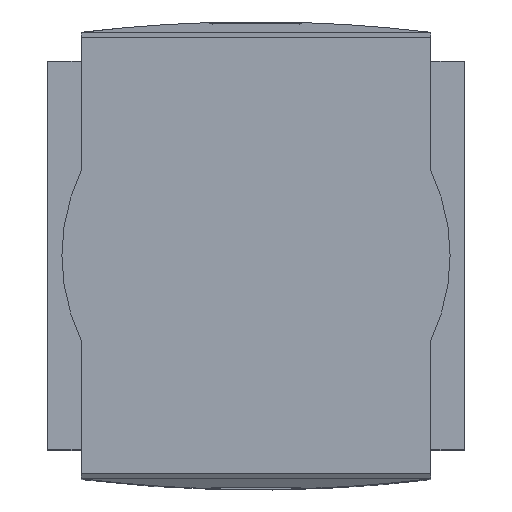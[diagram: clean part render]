
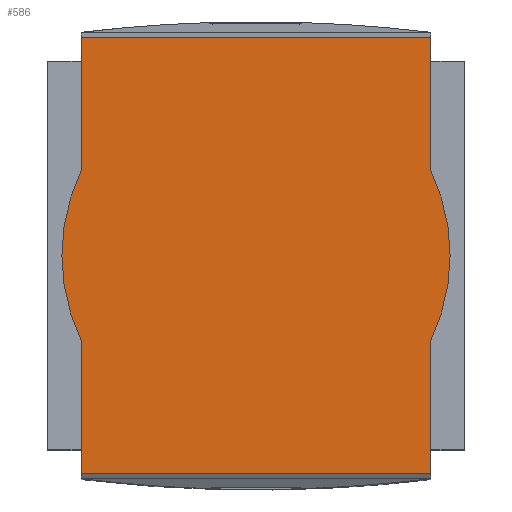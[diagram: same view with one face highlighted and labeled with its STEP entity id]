
A CAD part, top view. The second image highlights one B-rep face of the part: STEP entity #586.
In plain terms, the highlighted planar face has unit normal (0, 0, 1).
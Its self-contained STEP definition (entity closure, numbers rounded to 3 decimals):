
#513=CARTESIAN_POINT('',(0.0,0.0,27.0));
#514=DIRECTION('',(0.0,0.0,-1.0));
#515=DIRECTION('',(-1.0,0.0,0.0));
#516=AXIS2_PLACEMENT_3D('',#513,#514,#515);
#517=PLANE('',#516);
#518=CARTESIAN_POINT('',(18.,8.718,27.));
#519=VERTEX_POINT('',#518);
#520=CARTESIAN_POINT('',(18.,-8.718,27.));
#521=VERTEX_POINT('',#520);
#522=CARTESIAN_POINT('',(0.0,0.0,27.0));
#523=DIRECTION('',(0.0,0.0,-1.0));
#524=DIRECTION('',(-1.0,0.0,0.0));
#525=AXIS2_PLACEMENT_3D('',#522,#523,#524);
#526=CIRCLE('',#525,20.0);
#527=EDGE_CURVE('',#519,#521,#526,.T.);
#528=ORIENTED_EDGE('',*,*,#527,.F.);
#529=CARTESIAN_POINT('',(18.,22.464,27.));
#530=VERTEX_POINT('',#529);
#531=CARTESIAN_POINT('',(18.,8.718,27.));
#532=DIRECTION('',(0.0,1.0,0.0));
#533=VECTOR('',#532,13.746);
#534=LINE('',#531,#533);
#535=EDGE_CURVE('',#519,#530,#534,.T.);
#536=ORIENTED_EDGE('',*,*,#535,.T.);
#537=CARTESIAN_POINT('',(-18.,22.464,27.0));
#538=VERTEX_POINT('',#537);
#539=CARTESIAN_POINT('',(-18.,22.464,27.0));
#540=DIRECTION('',(1.0,0.0,0.0));
#541=VECTOR('',#540,36.0);
#542=LINE('',#539,#541);
#543=EDGE_CURVE('',#538,#530,#542,.T.);
#544=ORIENTED_EDGE('',*,*,#543,.F.);
#545=CARTESIAN_POINT('',(-18.,8.718,27.0));
#546=VERTEX_POINT('',#545);
#547=CARTESIAN_POINT('',(-18.,22.464,27.0));
#548=DIRECTION('',(0.0,-1.0,0.0));
#549=VECTOR('',#548,13.746);
#550=LINE('',#547,#549);
#551=EDGE_CURVE('',#538,#546,#550,.T.);
#552=ORIENTED_EDGE('',*,*,#551,.T.);
#553=CARTESIAN_POINT('',(-18.,-8.718,27.0));
#554=VERTEX_POINT('',#553);
#555=CARTESIAN_POINT('',(0.0,0.0,27.0));
#556=DIRECTION('',(0.0,0.0,-1.0));
#557=DIRECTION('',(-1.0,0.0,0.0));
#558=AXIS2_PLACEMENT_3D('',#555,#556,#557);
#559=CIRCLE('',#558,20.0);
#560=EDGE_CURVE('',#554,#546,#559,.T.);
#561=ORIENTED_EDGE('',*,*,#560,.F.);
#562=CARTESIAN_POINT('',(-18.,-22.464,27.0));
#563=VERTEX_POINT('',#562);
#564=CARTESIAN_POINT('',(-18.,-8.718,27.0));
#565=DIRECTION('',(0.0,-1.0,0.0));
#566=VECTOR('',#565,13.746);
#567=LINE('',#564,#566);
#568=EDGE_CURVE('',#554,#563,#567,.T.);
#569=ORIENTED_EDGE('',*,*,#568,.T.);
#570=CARTESIAN_POINT('',(18.,-22.464,27.));
#571=VERTEX_POINT('',#570);
#572=CARTESIAN_POINT('',(18.,-22.464,27.));
#573=DIRECTION('',(-1.0,0.0,0.0));
#574=VECTOR('',#573,36.0);
#575=LINE('',#572,#574);
#576=EDGE_CURVE('',#571,#563,#575,.T.);
#577=ORIENTED_EDGE('',*,*,#576,.F.);
#578=CARTESIAN_POINT('',(18.,-22.464,27.));
#579=DIRECTION('',(0.0,1.0,0.0));
#580=VECTOR('',#579,13.746);
#581=LINE('',#578,#580);
#582=EDGE_CURVE('',#571,#521,#581,.T.);
#583=ORIENTED_EDGE('',*,*,#582,.T.);
#584=EDGE_LOOP('',(#528,#536,#544,#552,#561,#569,#577,#583));
#585=FACE_OUTER_BOUND('',#584,.T.);
#586=ADVANCED_FACE('',(#585),#517,.F.);
